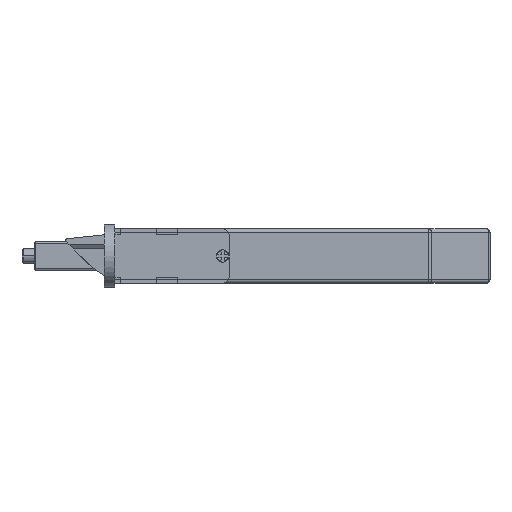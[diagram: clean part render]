
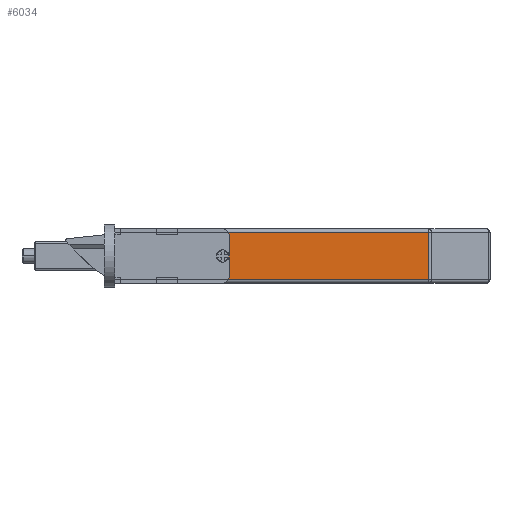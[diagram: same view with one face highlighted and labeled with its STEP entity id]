
A CAD part, front view. The second image highlights one B-rep face of the part: STEP entity #6034.
In plain terms, the highlighted planar face has unit normal (0, -1, 0).
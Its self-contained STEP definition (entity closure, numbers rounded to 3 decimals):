
#92 = CARTESIAN_POINT ( 'NONE',  ( 104., -14.7, -0.75 ) ) ;
#541 = ORIENTED_EDGE ( 'NONE', *, *, #9464, .F. ) ;
#985 = DIRECTION ( 'NONE',  ( 0., 0., -1. ) ) ;
#1051 = CARTESIAN_POINT ( 'NONE',  ( 14., -14.7, -1.75 ) ) ;
#1285 = LINE ( 'NONE', #4484, #3895 ) ;
#2127 = VECTOR ( 'NONE', #10261, 1000. ) ;
#2358 = VERTEX_POINT ( 'NONE', #9268 ) ;
#2559 = EDGE_CURVE ( 'NONE', #5803, #5672, #3917, .T. ) ;
#2609 = DIRECTION ( 'NONE',  ( 1., 0., 0. ) ) ;
#2870 = LINE ( 'NONE', #7436, #3979 ) ;
#3486 = CARTESIAN_POINT ( 'NONE',  ( 14., -14.7, 12.75 ) ) ;
#3501 = FACE_BOUND ( 'NONE', #3732, .T. ) ;
#3718 = AXIS2_PLACEMENT_3D ( 'NONE', #9677, #8881, #985 ) ;
#3732 = EDGE_LOOP ( 'NONE', ( #7665, #541 ) ) ;
#3844 = CIRCLE ( 'NONE', #8002, 1.75 ) ;
#3895 = VECTOR ( 'NONE', #7519, 1000. ) ;
#3917 = LINE ( 'NONE', #7077, #2127 ) ;
#3979 = VECTOR ( 'NONE', #6859, 1000. ) ;
#4193 = CARTESIAN_POINT ( 'NONE',  ( 44.75, -14.7, 6. ) ) ;
#4367 = EDGE_CURVE ( 'NONE', #6478, #2358, #8668, .T. ) ;
#4484 = CARTESIAN_POINT ( 'NONE',  ( 103.586, -14.7, -1.75 ) ) ;
#4915 = DIRECTION ( 'NONE',  ( 1., 0., 0. ) ) ;
#5221 = EDGE_CURVE ( 'NONE', #6478, #5672, #2870, .T. ) ;
#5411 = EDGE_LOOP ( 'NONE', ( #6134, #7415, #7909, #7882 ) ) ;
#5672 = VERTEX_POINT ( 'NONE', #3486 ) ;
#5803 = VERTEX_POINT ( 'NONE', #8553 ) ;
#6034 = ADVANCED_FACE ( 'NONE', ( #3501, #9841 ), #9050, .T. ) ;
#6134 = ORIENTED_EDGE ( 'NONE', *, *, #5221, .F. ) ;
#6290 = VERTEX_POINT ( 'NONE', #9362 ) ;
#6478 = VERTEX_POINT ( 'NONE', #7528 ) ;
#6702 = DIRECTION ( 'NONE',  ( 0., -1., 0. ) ) ;
#6859 = DIRECTION ( 'NONE',  ( 0., 0., 1. ) ) ;
#7077 = CARTESIAN_POINT ( 'NONE',  ( 14., -14.7, 12.75 ) ) ;
#7415 = ORIENTED_EDGE ( 'NONE', *, *, #4367, .T. ) ;
#7436 = CARTESIAN_POINT ( 'NONE',  ( 14., -14.7, -1.75 ) ) ;
#7519 = DIRECTION ( 'NONE',  ( 0., 0., 1. ) ) ;
#7528 = CARTESIAN_POINT ( 'NONE',  ( 14., -14.7, -0.75 ) ) ;
#7665 = ORIENTED_EDGE ( 'NONE', *, *, #7686, .F. ) ;
#7686 = EDGE_CURVE ( 'NONE', #8444, #6290, #8398, .T. ) ;
#7882 = ORIENTED_EDGE ( 'NONE', *, *, #2559, .T. ) ;
#7890 = AXIS2_PLACEMENT_3D ( 'NONE', #1051, #9781, #2609 ) ;
#7904 = VECTOR ( 'NONE', #4915, 1000. ) ;
#7909 = ORIENTED_EDGE ( 'NONE', *, *, #8071, .T. ) ;
#8002 = AXIS2_PLACEMENT_3D ( 'NONE', #4193, #6702, #8205 ) ;
#8071 = EDGE_CURVE ( 'NONE', #2358, #5803, #1285, .T. ) ;
#8205 = DIRECTION ( 'NONE',  ( 0., 0., -1. ) ) ;
#8398 = CIRCLE ( 'NONE', #3718, 1.75 ) ;
#8444 = VERTEX_POINT ( 'NONE', #8858 ) ;
#8553 = CARTESIAN_POINT ( 'NONE',  ( 103.586, -14.7, 12.75 ) ) ;
#8668 = LINE ( 'NONE', #92, #7904 ) ;
#8858 = CARTESIAN_POINT ( 'NONE',  ( 44.75, -14.7, 4.25 ) ) ;
#8881 = DIRECTION ( 'NONE',  ( 0., -1., 0. ) ) ;
#9050 = PLANE ( 'NONE',  #7890 ) ;
#9268 = CARTESIAN_POINT ( 'NONE',  ( 103.586, -14.7, -0.75 ) ) ;
#9362 = CARTESIAN_POINT ( 'NONE',  ( 44.75, -14.7, 7.75 ) ) ;
#9464 = EDGE_CURVE ( 'NONE', #6290, #8444, #3844, .T. ) ;
#9677 = CARTESIAN_POINT ( 'NONE',  ( 44.75, -14.7, 6. ) ) ;
#9781 = DIRECTION ( 'NONE',  ( 0., -1., 0. ) ) ;
#9841 = FACE_OUTER_BOUND ( 'NONE', #5411, .T. ) ;
#10261 = DIRECTION ( 'NONE',  ( -1., 0., 0. ) ) ;
